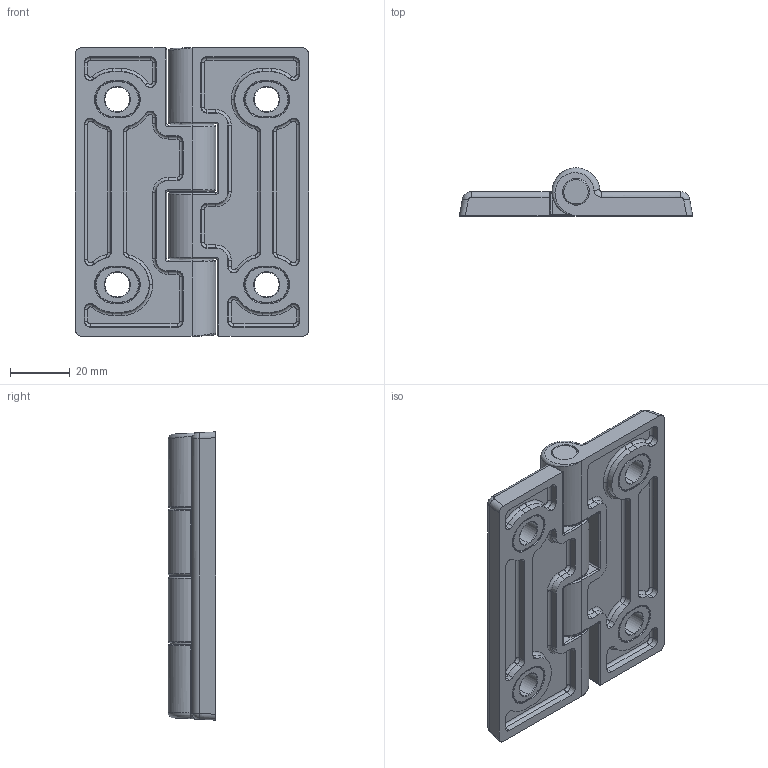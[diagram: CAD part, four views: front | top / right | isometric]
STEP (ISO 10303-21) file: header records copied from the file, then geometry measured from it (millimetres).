
FILE_DESCRIPTION(('STEP AP214'),'1');
FILE_NAME('fath_095052.stp','2018-05-30T08:05:11',('TraceParts'),('TraceParts S.A.'),'Spatial InterOp 3D',' ',' ');
FILE_SCHEMA(('automotive_design'));
Length unit declared in the file: millimetre
Products named in the file (10): fath_095052_1; fath_095052_2; fath_095052_3; fath_095052_4; fath_095052_5; fath_095052_6; fath_095052_7; fath_095052_8; fath_095052_9; fath_095052_10
Bounding box: 78 x 16 x 96.44 mm (x, y, z)
Volume: 54540.3 mm3; surface area: 33587.9 mm2
Topology: 10 solids, 10 shells, 817 faces, 1905 edges, 1120 vertices
Faces by surface type: torus 260, cylinder 218, plane 131, bspline 112, cone 96
Entity records: 31975 total; most frequent: CARTESIAN_POINT 6720, DIRECTION 4179, ORIENTED_EDGE 3806, EDGE_CURVE 1903, AXIS2_PLACEMENT_3D 1813, VERTEX_POINT 1120, CIRCLE 1098, EDGE_LOOP 855
